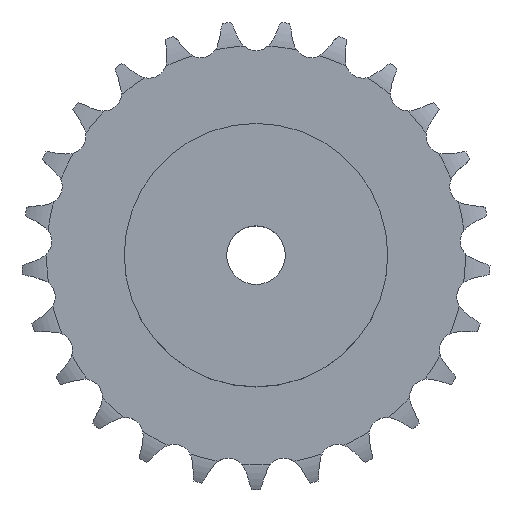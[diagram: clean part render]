
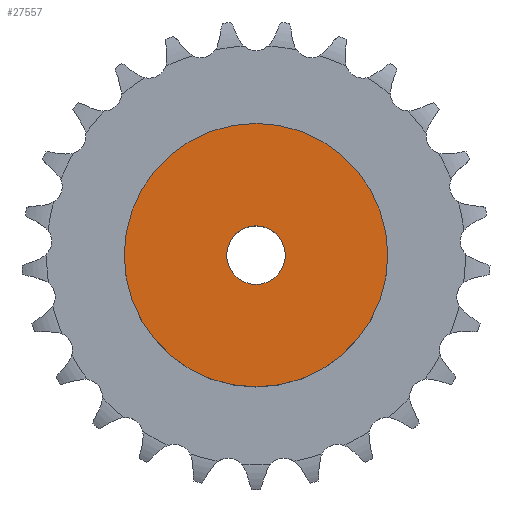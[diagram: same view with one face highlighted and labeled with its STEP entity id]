
A CAD part, top view. The second image highlights one B-rep face of the part: STEP entity #27557.
In plain terms, the highlighted planar face has unit normal (0, 0, 1).
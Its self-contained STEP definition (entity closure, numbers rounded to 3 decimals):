
#3429 = CYLINDRICAL_SURFACE('',#3430,45.);
#3430 = AXIS2_PLACEMENT_3D('',#3431,#3432,#3433);
#3431 = CARTESIAN_POINT('',(0.,0.,0.));
#3432 = DIRECTION('',(-0.,-0.,-1.));
#3433 = DIRECTION('',(1.,0.,0.));
#17464 = VERTEX_POINT('',#17465);
#17465 = CARTESIAN_POINT('',(45.,0.,40.));
#17486 = EDGE_CURVE('',#17464,#17464,#17487,.T.);
#17487 = SURFACE_CURVE('',#17488,(#17493,#17500),.PCURVE_S1.);
#17488 = CIRCLE('',#17489,45.);
#17489 = AXIS2_PLACEMENT_3D('',#17490,#17491,#17492);
#17490 = CARTESIAN_POINT('',(0.,0.,40.));
#17491 = DIRECTION('',(0.,0.,1.));
#17492 = DIRECTION('',(1.,0.,0.));
#17493 = PCURVE('',#3429,#17494);
#17494 = DEFINITIONAL_REPRESENTATION('',(#17495),#17499);
#17495 = LINE('',#17496,#17497);
#17496 = CARTESIAN_POINT('',(-0.,-40.));
#17497 = VECTOR('',#17498,1.);
#17498 = DIRECTION('',(-1.,0.));
#17499 = ( GEOMETRIC_REPRESENTATION_CONTEXT(2) 
PARAMETRIC_REPRESENTATION_CONTEXT() REPRESENTATION_CONTEXT('2D SPACE',''
  ) );
#17500 = PCURVE('',#17501,#17506);
#17501 = PLANE('',#17502);
#17502 = AXIS2_PLACEMENT_3D('',#17503,#17504,#17505);
#17503 = CARTESIAN_POINT('',(0.,0.,40.)
  );
#17504 = DIRECTION('',(0.,0.,1.));
#17505 = DIRECTION('',(1.,0.,0.));
#17506 = DEFINITIONAL_REPRESENTATION('',(#17507),#17511);
#17507 = CIRCLE('',#17508,45.);
#17508 = AXIS2_PLACEMENT_2D('',#17509,#17510);
#17509 = CARTESIAN_POINT('',(0.,0.));
#17510 = DIRECTION('',(1.,0.));
#17511 = ( GEOMETRIC_REPRESENTATION_CONTEXT(2) 
PARAMETRIC_REPRESENTATION_CONTEXT() REPRESENTATION_CONTEXT('2D SPACE',''
  ) );
#23490 = CYLINDRICAL_SURFACE('',#23491,10.);
#23491 = AXIS2_PLACEMENT_3D('',#23492,#23493,#23494);
#23492 = CARTESIAN_POINT('',(0.,0.,246.643));
#23493 = DIRECTION('',(0.,0.,1.));
#23494 = DIRECTION('',(1.,0.,0.));
#27557 = ADVANCED_FACE('',(#27558,#27561),#17501,.T.);
#27558 = FACE_BOUND('',#27559,.T.);
#27559 = EDGE_LOOP('',(#27560));
#27560 = ORIENTED_EDGE('',*,*,#17486,.T.);
#27561 = FACE_BOUND('',#27562,.T.);
#27562 = EDGE_LOOP('',(#27563));
#27563 = ORIENTED_EDGE('',*,*,#27564,.F.);
#27564 = EDGE_CURVE('',#27565,#27565,#27567,.T.);
#27565 = VERTEX_POINT('',#27566);
#27566 = CARTESIAN_POINT('',(10.,0.,40.));
#27567 = SURFACE_CURVE('',#27568,(#27573,#27580),.PCURVE_S1.);
#27568 = CIRCLE('',#27569,10.);
#27569 = AXIS2_PLACEMENT_3D('',#27570,#27571,#27572);
#27570 = CARTESIAN_POINT('',(0.,0.,40.));
#27571 = DIRECTION('',(0.,0.,1.));
#27572 = DIRECTION('',(1.,0.,0.));
#27573 = PCURVE('',#17501,#27574);
#27574 = DEFINITIONAL_REPRESENTATION('',(#27575),#27579);
#27575 = CIRCLE('',#27576,10.);
#27576 = AXIS2_PLACEMENT_2D('',#27577,#27578);
#27577 = CARTESIAN_POINT('',(0.,0.));
#27578 = DIRECTION('',(1.,0.));
#27579 = ( GEOMETRIC_REPRESENTATION_CONTEXT(2) 
PARAMETRIC_REPRESENTATION_CONTEXT() REPRESENTATION_CONTEXT('2D SPACE',''
  ) );
#27580 = PCURVE('',#23490,#27581);
#27581 = DEFINITIONAL_REPRESENTATION('',(#27582),#27586);
#27582 = LINE('',#27583,#27584);
#27583 = CARTESIAN_POINT('',(0.,-206.643));
#27584 = VECTOR('',#27585,1.);
#27585 = DIRECTION('',(1.,0.));
#27586 = ( GEOMETRIC_REPRESENTATION_CONTEXT(2) 
PARAMETRIC_REPRESENTATION_CONTEXT() REPRESENTATION_CONTEXT('2D SPACE',''
  ) );
